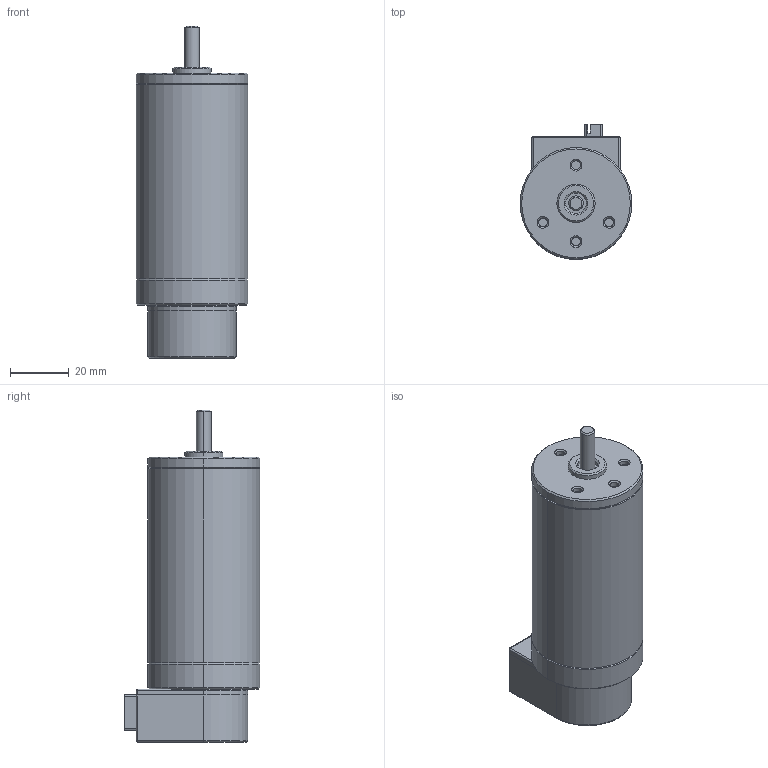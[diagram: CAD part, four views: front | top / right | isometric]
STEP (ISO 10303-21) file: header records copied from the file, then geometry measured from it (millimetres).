
FILE_DESCRIPTION (( 'STEP AP214' ), '1' );
FILE_NAME ('motor.STEP', '2016-12-08T23:38:26', ( 'g' ), ( '' ), 'SwSTEP 2.0', 'SolidWorks 2015', '' );
FILE_SCHEMA (( 'AUTOMOTIVE_DESIGN' ));
Length unit declared in the file: millimetre
Products named in the file (1): motor
Bounding box: 38 x 46 x 113 mm (x, y, z)
Volume: 108613.6 mm3; surface area: 23689.5 mm2
Topology: 11 solids, 11 shells, 154 faces, 326 edges, 196 vertices
Faces by surface type: plane 86, cylinder 40, cone 22, sphere 4, torus 2
Entity records: 4430 total; most frequent: DIRECTION 736, CARTESIAN_POINT 673, ORIENTED_EDGE 644, EDGE_CURVE 322, AXIS2_PLACEMENT_3D 259, LINE 218, VECTOR 218, VERTEX_POINT 196
